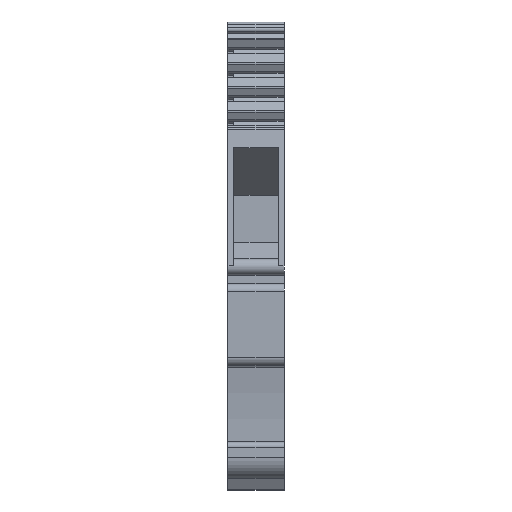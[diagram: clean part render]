
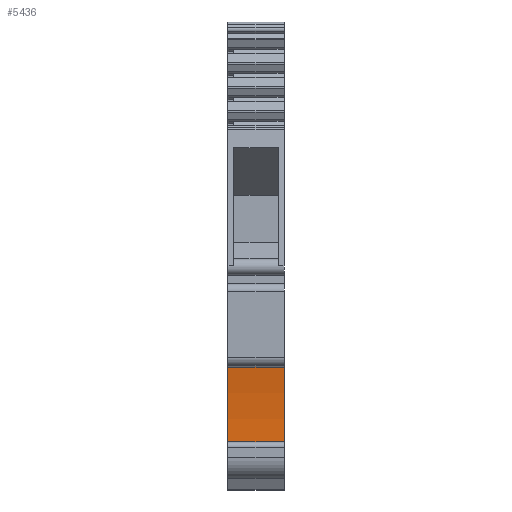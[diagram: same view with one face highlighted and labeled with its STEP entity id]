
A CAD part, front view. The second image highlights one B-rep face of the part: STEP entity #5436.
In plain terms, the highlighted cylindrical face has radius 40 mm (diameter 80 mm), a partial arc.
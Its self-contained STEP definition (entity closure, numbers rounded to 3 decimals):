
#5409=AXIS2_PLACEMENT_3D('Cylinder Axis2P3D',#5406,#5407,#5408) ;
#5413=AXIS2_PLACEMENT_3D('Circle Axis2P3D',#5411,#5412,$) ;
#5420=AXIS2_PLACEMENT_3D('Circle Axis2P3D',#5418,#5419,$) ;
#5384=CARTESIAN_POINT('Vertex',(5.125,2.047,11.195)) ;
#5391=CARTESIAN_POINT('Vertex',(0.,2.047,11.195)) ;
#5394=CARTESIAN_POINT('Line Origine',(2.563,2.047,11.195)) ;
#5406=CARTESIAN_POINT('Axis2P3D Location',(2.563,-37.395,4.534)) ;
#5411=CARTESIAN_POINT('Axis2P3D Location',(5.125,-37.395,4.534)) ;
#5415=CARTESIAN_POINT('Vertex',(5.125,2.603,4.067)) ;
#5418=CARTESIAN_POINT('Axis2P3D Location',(0.,-37.395,4.534)) ;
#5422=CARTESIAN_POINT('Vertex',(0.,2.603,4.067)) ;
#5425=CARTESIAN_POINT('Line Origine',(2.563,2.603,4.067)) ;
#5395=DIRECTION('Vector Direction',(-1.,0.,0.)) ;
#5407=DIRECTION('Axis2P3D Direction',(-1.,0.,0.)) ;
#5408=DIRECTION('Axis2P3D XDirection',(0.,0.986,0.167)) ;
#5412=DIRECTION('Axis2P3D Direction',(-1.,0.,0.)) ;
#5419=DIRECTION('Axis2P3D Direction',(-1.,0.,0.)) ;
#5426=DIRECTION('Vector Direction',(-1.,0.,0.)) ;
#5396=VECTOR('Line Direction',#5395,1.) ;
#5427=VECTOR('Line Direction',#5426,1.) ;
#5431=ORIENTED_EDGE('',*,*,#5417,.T.) ;
#5432=ORIENTED_EDGE('',*,*,#5398,.F.) ;
#5433=ORIENTED_EDGE('',*,*,#5424,.F.) ;
#5434=ORIENTED_EDGE('',*,*,#5429,.T.) ;
#5436=ADVANCED_FACE('KLTR',(#5435),#5410,.F.) ;
#5414=CIRCLE('generated circle',#5413,40.) ;
#5421=CIRCLE('generated circle',#5420,40.) ;
#5410=CYLINDRICAL_SURFACE('generated cylinder',#5409,40.) ;
#5398=EDGE_CURVE('',#5392,#5385,#5397,.F.) ;
#5417=EDGE_CURVE('',#5416,#5385,#5414,.F.) ;
#5424=EDGE_CURVE('',#5423,#5392,#5421,.F.) ;
#5429=EDGE_CURVE('',#5423,#5416,#5428,.F.) ;
#5430=EDGE_LOOP('',(#5431,#5432,#5433,#5434)) ;
#5435=FACE_OUTER_BOUND('',#5430,.T.) ;
#5397=LINE('Line',#5394,#5396) ;
#5428=LINE('Line',#5425,#5427) ;
#5385=VERTEX_POINT('',#5384) ;
#5392=VERTEX_POINT('',#5391) ;
#5416=VERTEX_POINT('',#5415) ;
#5423=VERTEX_POINT('',#5422) ;
